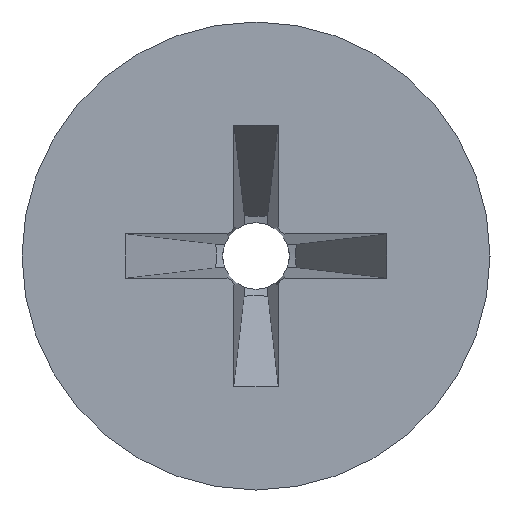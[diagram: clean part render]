
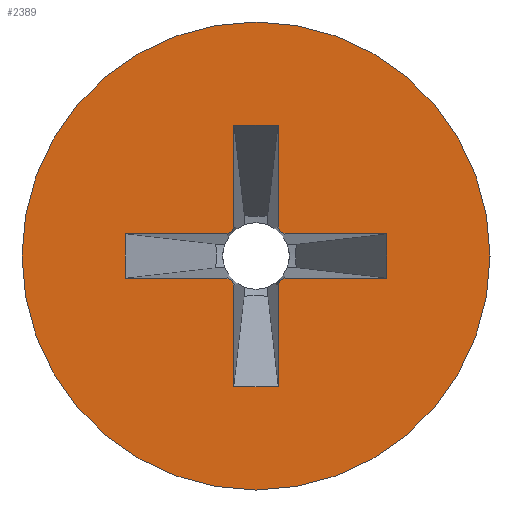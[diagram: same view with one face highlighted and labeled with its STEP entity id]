
A CAD part, left-side view. The second image highlights one B-rep face of the part: STEP entity #2389.
In plain terms, the highlighted planar face has unit normal (-1, 0, 0).
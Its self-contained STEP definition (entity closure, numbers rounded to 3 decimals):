
#115=CARTESIAN_POINT('',(0.,0.,0.));
#116=DIRECTION('',(-1.,0.,0.));
#117=DIRECTION('',(0.,1.,0.));
#118=AXIS2_PLACEMENT_3D('',#115,#116,#117);
#120=CARTESIAN_POINT('',(0.,0.,0.));
#121=DIRECTION('',(1.,0.,0.));
#122=DIRECTION('',(0.,1.,0.));
#123=AXIS2_PLACEMENT_3D('',#120,#121,#122);
#125=DIRECTION('',(0.,0.423,-0.906));
#126=VECTOR('',#125,0.102);
#127=CARTESIAN_POINT('',(0.,-0.486,-0.486));
#128=LINE('',#127,#126);
#129=DIRECTION('',(0.,0.906,-0.423));
#130=VECTOR('',#129,0.102);
#131=CARTESIAN_POINT('',(0.,-0.578,-0.443));
#132=LINE('',#131,#130);
#133=DIRECTION('',(0.,1.,0.));
#134=VECTOR('',#133,2.022);
#135=CARTESIAN_POINT('',(0.,-2.6,-0.443));
#136=LINE('',#135,#134);
#137=DIRECTION('',(0.,0.,-1.));
#138=VECTOR('',#137,0.885);
#139=CARTESIAN_POINT('',(0.,-2.6,0.443));
#140=LINE('',#139,#138);
#141=DIRECTION('',(0.,1.,0.));
#142=VECTOR('',#141,2.022);
#143=CARTESIAN_POINT('',(0.,-2.6,0.443));
#144=LINE('',#143,#142);
#145=DIRECTION('',(0.,0.906,0.423));
#146=VECTOR('',#145,0.102);
#147=CARTESIAN_POINT('',(0.,-0.578,0.443));
#148=LINE('',#147,#146);
#149=DIRECTION('',(0.,-0.423,-0.906));
#150=VECTOR('',#149,0.102);
#151=CARTESIAN_POINT('',(0.,-0.443,0.578));
#152=LINE('',#151,#150);
#153=DIRECTION('',(0.,0.,-1.));
#154=VECTOR('',#153,2.022);
#155=CARTESIAN_POINT('',(0.,-0.443,2.6));
#156=LINE('',#155,#154);
#157=DIRECTION('',(0.,1.,0.));
#158=VECTOR('',#157,0.885);
#159=CARTESIAN_POINT('',(0.,-0.443,2.6));
#160=LINE('',#159,#158);
#161=DIRECTION('',(0.,0.,-1.));
#162=VECTOR('',#161,2.022);
#163=CARTESIAN_POINT('',(0.,0.443,2.6));
#164=LINE('',#163,#162);
#165=DIRECTION('',(0.,0.423,-0.906));
#166=VECTOR('',#165,0.102);
#167=CARTESIAN_POINT('',(0.,0.443,0.578));
#168=LINE('',#167,#166);
#169=DIRECTION('',(0.,0.906,-0.423));
#170=VECTOR('',#169,0.102);
#171=CARTESIAN_POINT('',(0.,0.486,0.486));
#172=LINE('',#171,#170);
#173=DIRECTION('',(0.,1.,0.));
#174=VECTOR('',#173,2.022);
#175=CARTESIAN_POINT('',(0.,0.578,0.443));
#176=LINE('',#175,#174);
#177=DIRECTION('',(0.,0.,-1.));
#178=VECTOR('',#177,0.885);
#179=CARTESIAN_POINT('',(0.,2.6,0.443));
#180=LINE('',#179,#178);
#181=DIRECTION('',(0.,1.,0.));
#182=VECTOR('',#181,2.022);
#183=CARTESIAN_POINT('',(0.,0.578,-0.443));
#184=LINE('',#183,#182);
#185=DIRECTION('',(0.,0.906,0.423));
#186=VECTOR('',#185,0.102);
#187=CARTESIAN_POINT('',(0.,0.486,-0.486));
#188=LINE('',#187,#186);
#189=DIRECTION('',(0.,-0.423,-0.906));
#190=VECTOR('',#189,0.102);
#191=CARTESIAN_POINT('',(0.,0.486,-0.486));
#192=LINE('',#191,#190);
#193=DIRECTION('',(0.,0.,-1.));
#194=VECTOR('',#193,2.022);
#195=CARTESIAN_POINT('',(0.,0.443,-0.578));
#196=LINE('',#195,#194);
#197=DIRECTION('',(0.,1.,0.));
#198=VECTOR('',#197,0.885);
#199=CARTESIAN_POINT('',(0.,-0.443,-2.6));
#200=LINE('',#199,#198);
#201=DIRECTION('',(0.,0.,-1.));
#202=VECTOR('',#201,2.022);
#203=CARTESIAN_POINT('',(0.,-0.443,-0.578));
#204=LINE('',#203,#202);
#2218=CARTESIAN_POINT('',(0.,4.65,0.));
#2220=VERTEX_POINT('',#2218);
#2222=CARTESIAN_POINT('',(0.,-4.65,0.));
#2224=VERTEX_POINT('',#2222);
#2264=CARTESIAN_POINT('',(0.,-0.486,-0.486));
#2265=CARTESIAN_POINT('',(0.,-0.443,-0.578));
#2266=VERTEX_POINT('',#2264);
#2267=VERTEX_POINT('',#2265);
#2268=CARTESIAN_POINT('',(0.,-0.578,-0.443));
#2269=VERTEX_POINT('',#2268);
#2270=CARTESIAN_POINT('',(0.,-2.6,-0.443));
#2271=VERTEX_POINT('',#2270);
#2272=CARTESIAN_POINT('',(0.,-2.6,0.443));
#2273=VERTEX_POINT('',#2272);
#2274=CARTESIAN_POINT('',(0.,-0.578,0.443));
#2275=VERTEX_POINT('',#2274);
#2276=CARTESIAN_POINT('',(0.,-0.486,0.486));
#2277=VERTEX_POINT('',#2276);
#2278=CARTESIAN_POINT('',(0.,-0.443,0.578));
#2279=VERTEX_POINT('',#2278);
#2280=CARTESIAN_POINT('',(0.,-0.443,2.6));
#2281=VERTEX_POINT('',#2280);
#2282=CARTESIAN_POINT('',(0.,0.443,2.6));
#2283=VERTEX_POINT('',#2282);
#2284=CARTESIAN_POINT('',(0.,0.443,0.578));
#2285=VERTEX_POINT('',#2284);
#2286=CARTESIAN_POINT('',(0.,0.486,0.486));
#2287=VERTEX_POINT('',#2286);
#2288=CARTESIAN_POINT('',(0.,0.578,0.443));
#2289=VERTEX_POINT('',#2288);
#2290=CARTESIAN_POINT('',(0.,2.6,0.443));
#2291=VERTEX_POINT('',#2290);
#2292=CARTESIAN_POINT('',(0.,2.6,-0.443));
#2293=VERTEX_POINT('',#2292);
#2294=CARTESIAN_POINT('',(0.,0.578,-0.443));
#2295=VERTEX_POINT('',#2294);
#2296=CARTESIAN_POINT('',(0.,0.486,-0.486));
#2297=VERTEX_POINT('',#2296);
#2298=CARTESIAN_POINT('',(0.,0.443,-0.578));
#2299=VERTEX_POINT('',#2298);
#2300=CARTESIAN_POINT('',(0.,0.443,-2.6));
#2301=VERTEX_POINT('',#2300);
#2302=CARTESIAN_POINT('',(0.,-0.443,-2.6));
#2303=VERTEX_POINT('',#2302);
#2336=CARTESIAN_POINT('',(0.,0.,0.));
#2337=DIRECTION('',(1.,0.,0.));
#2338=DIRECTION('',(0.,-1.,0.));
#2339=AXIS2_PLACEMENT_3D('',#2336,#2337,#2338);
#2340=PLANE('',#2339);
#2342=ORIENTED_EDGE('',*,*,#2341,.F.);
#2344=ORIENTED_EDGE('',*,*,#2343,.T.);
#2345=EDGE_LOOP('',(#2342,#2344));
#2346=FACE_OUTER_BOUND('',#2345,.F.);
#2348=ORIENTED_EDGE('',*,*,#2347,.F.);
#2350=ORIENTED_EDGE('',*,*,#2349,.F.);
#2352=ORIENTED_EDGE('',*,*,#2351,.F.);
#2354=ORIENTED_EDGE('',*,*,#2353,.F.);
#2356=ORIENTED_EDGE('',*,*,#2355,.T.);
#2358=ORIENTED_EDGE('',*,*,#2357,.T.);
#2360=ORIENTED_EDGE('',*,*,#2359,.F.);
#2362=ORIENTED_EDGE('',*,*,#2361,.F.);
#2364=ORIENTED_EDGE('',*,*,#2363,.T.);
#2366=ORIENTED_EDGE('',*,*,#2365,.T.);
#2368=ORIENTED_EDGE('',*,*,#2367,.T.);
#2370=ORIENTED_EDGE('',*,*,#2369,.T.);
#2372=ORIENTED_EDGE('',*,*,#2371,.T.);
#2374=ORIENTED_EDGE('',*,*,#2373,.T.);
#2376=ORIENTED_EDGE('',*,*,#2375,.F.);
#2378=ORIENTED_EDGE('',*,*,#2377,.F.);
#2380=ORIENTED_EDGE('',*,*,#2379,.T.);
#2382=ORIENTED_EDGE('',*,*,#2381,.T.);
#2384=ORIENTED_EDGE('',*,*,#2383,.F.);
#2386=ORIENTED_EDGE('',*,*,#2385,.F.);
#2387=EDGE_LOOP('',(#2348,#2350,#2352,#2354,#2356,#2358,#2360,#2362,#2364,#2366,
#2368,#2370,#2372,#2374,#2376,#2378,#2380,#2382,#2384,#2386));
#2388=FACE_BOUND('',#2387,.F.);
#119=CIRCLE('',#118,4.65);
#124=CIRCLE('',#123,4.65);
#2341=EDGE_CURVE('',#2220,#2224,#119,.T.);
#2343=EDGE_CURVE('',#2220,#2224,#124,.T.);
#2347=EDGE_CURVE('',#2266,#2267,#128,.T.);
#2349=EDGE_CURVE('',#2269,#2266,#132,.T.);
#2351=EDGE_CURVE('',#2271,#2269,#136,.T.);
#2353=EDGE_CURVE('',#2273,#2271,#140,.T.);
#2355=EDGE_CURVE('',#2273,#2275,#144,.T.);
#2357=EDGE_CURVE('',#2275,#2277,#148,.T.);
#2359=EDGE_CURVE('',#2279,#2277,#152,.T.);
#2361=EDGE_CURVE('',#2281,#2279,#156,.T.);
#2363=EDGE_CURVE('',#2281,#2283,#160,.T.);
#2365=EDGE_CURVE('',#2283,#2285,#164,.T.);
#2367=EDGE_CURVE('',#2285,#2287,#168,.T.);
#2369=EDGE_CURVE('',#2287,#2289,#172,.T.);
#2371=EDGE_CURVE('',#2289,#2291,#176,.T.);
#2373=EDGE_CURVE('',#2291,#2293,#180,.T.);
#2375=EDGE_CURVE('',#2295,#2293,#184,.T.);
#2377=EDGE_CURVE('',#2297,#2295,#188,.T.);
#2379=EDGE_CURVE('',#2297,#2299,#192,.T.);
#2381=EDGE_CURVE('',#2299,#2301,#196,.T.);
#2383=EDGE_CURVE('',#2303,#2301,#200,.T.);
#2385=EDGE_CURVE('',#2267,#2303,#204,.T.);
#2389=ADVANCED_FACE('',(#2346,#2388),#2340,.F.);
